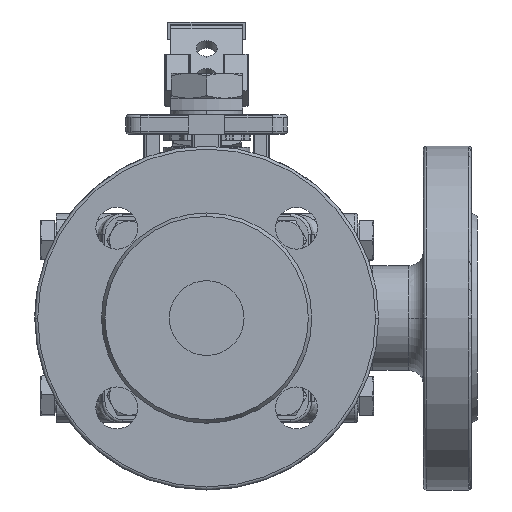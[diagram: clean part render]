
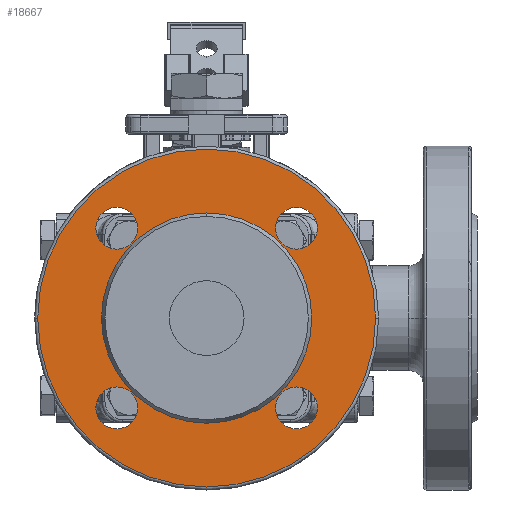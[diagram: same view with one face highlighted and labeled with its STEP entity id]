
A CAD part, left-side view. The second image highlights one B-rep face of the part: STEP entity #18667.
In plain terms, the highlighted planar face has unit normal (-1, 0, 0).
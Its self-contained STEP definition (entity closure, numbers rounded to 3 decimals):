
#17650=CARTESIAN_POINT('',(-88.5,0.,35.155));
#17651=VERTEX_POINT('',#17650);
#17658=CARTESIAN_POINT('',(-88.5,-0.,-35.155));
#17659=VERTEX_POINT('',#17658);
#17660=CARTESIAN_POINT('',(-88.5,0.,0.));
#17661=DIRECTION('',(1.,-0.,-0.));
#17662=DIRECTION('',(0.,0.,1.));
#17663=AXIS2_PLACEMENT_3D('',#17660,#17661,#17662);
#17664=CIRCLE('',#17663,35.155);
#17665=EDGE_CURVE('',#17659,#17651,#17664,.T.);
#17798=CARTESIAN_POINT('',(-88.5,23.052,30.052));
#17799=VERTEX_POINT('',#17798);
#17817=CARTESIAN_POINT('',(-88.5,37.052,30.052));
#17818=VERTEX_POINT('',#17817);
#17825=CARTESIAN_POINT('',(-88.5,30.052,30.052));
#17826=DIRECTION('',(1.,-0.,-0.));
#17827=DIRECTION('',(-0.,-1.,0.));
#17828=AXIS2_PLACEMENT_3D('',#17825,#17826,#17827);
#17829=CIRCLE('',#17828,7.);
#17830=EDGE_CURVE('',#17799,#17818,#17829,.T.);
#17840=CARTESIAN_POINT('',(-88.5,-37.052,30.052));
#17841=VERTEX_POINT('',#17840);
#17859=CARTESIAN_POINT('',(-88.5,-23.052,30.052));
#17860=VERTEX_POINT('',#17859);
#17867=CARTESIAN_POINT('',(-88.5,-30.052,30.052));
#17868=DIRECTION('',(1.,-0.,-0.));
#17869=DIRECTION('',(-0.,-1.,0.));
#17870=AXIS2_PLACEMENT_3D('',#17867,#17868,#17869);
#17871=CIRCLE('',#17870,7.);
#17872=EDGE_CURVE('',#17841,#17860,#17871,.T.);
#17882=CARTESIAN_POINT('',(-88.5,-37.052,-30.052));
#17883=VERTEX_POINT('',#17882);
#17901=CARTESIAN_POINT('',(-88.5,-23.052,-30.052));
#17902=VERTEX_POINT('',#17901);
#17909=CARTESIAN_POINT('',(-88.5,-30.052,-30.052));
#17910=DIRECTION('',(1.,-0.,-0.));
#17911=DIRECTION('',(-0.,-1.,0.));
#17912=AXIS2_PLACEMENT_3D('',#17909,#17910,#17911);
#17913=CIRCLE('',#17912,7.);
#17914=EDGE_CURVE('',#17883,#17902,#17913,.T.);
#17924=CARTESIAN_POINT('',(-88.5,23.052,-30.052));
#17925=VERTEX_POINT('',#17924);
#17943=CARTESIAN_POINT('',(-88.5,37.052,-30.052));
#17944=VERTEX_POINT('',#17943);
#17951=CARTESIAN_POINT('',(-88.5,30.052,-30.052));
#17952=DIRECTION('',(1.,-0.,-0.));
#17953=DIRECTION('',(-0.,-1.,0.));
#17954=AXIS2_PLACEMENT_3D('',#17951,#17952,#17953);
#17955=CIRCLE('',#17954,7.);
#17956=EDGE_CURVE('',#17925,#17944,#17955,.T.);
#18592=CARTESIAN_POINT('',(-88.5,0.,46.327));
#18593=DIRECTION('',(-1.,0.,0.));
#18594=DIRECTION('',(0.,1.,0.));
#18595=AXIS2_PLACEMENT_3D('',#18592,#18593,#18594);
#18596=PLANE('',#18595);
#18597=CARTESIAN_POINT('',(-88.5,-56.5,0.));
#18598=VERTEX_POINT('',#18597);
#18599=CARTESIAN_POINT('',(-88.5,56.5,-0.));
#18600=VERTEX_POINT('',#18599);
#18601=CARTESIAN_POINT('',(-88.5,0.,0.));
#18602=DIRECTION('',(1.,-0.,-0.));
#18603=DIRECTION('',(-0.,1.,-0.));
#18604=AXIS2_PLACEMENT_3D('',#18601,#18602,#18603);
#18605=CIRCLE('',#18604,56.5);
#18606=EDGE_CURVE('',#18598,#18600,#18605,.T.);
#18607=ORIENTED_EDGE('',*,*,#18606,.F.);
#18608=CARTESIAN_POINT('',(-88.5,0.,0.));
#18609=DIRECTION('',(1.,-0.,-0.));
#18610=DIRECTION('',(-0.,1.,-0.));
#18611=AXIS2_PLACEMENT_3D('',#18608,#18609,#18610);
#18612=CIRCLE('',#18611,56.5);
#18613=EDGE_CURVE('',#18600,#18598,#18612,.T.);
#18614=ORIENTED_EDGE('',*,*,#18613,.F.);
#18615=EDGE_LOOP('',(#18607,#18614));
#18616=FACE_BOUND('',#18615,.T.);
#18617=ORIENTED_EDGE('',*,*,#17665,.T.);
#18618=CARTESIAN_POINT('',(-88.5,0.,0.));
#18619=DIRECTION('',(1.,-0.,-0.));
#18620=DIRECTION('',(0.,0.,1.));
#18621=AXIS2_PLACEMENT_3D('',#18618,#18619,#18620);
#18622=CIRCLE('',#18621,35.155);
#18623=EDGE_CURVE('',#17651,#17659,#18622,.T.);
#18624=ORIENTED_EDGE('',*,*,#18623,.T.);
#18625=EDGE_LOOP('',(#18617,#18624));
#18626=FACE_BOUND('',#18625,.T.);
#18627=CARTESIAN_POINT('',(-88.5,30.052,30.052));
#18628=DIRECTION('',(1.,-0.,-0.));
#18629=DIRECTION('',(-0.,-1.,0.));
#18630=AXIS2_PLACEMENT_3D('',#18627,#18628,#18629);
#18631=CIRCLE('',#18630,7.);
#18632=EDGE_CURVE('',#17818,#17799,#18631,.T.);
#18633=ORIENTED_EDGE('',*,*,#18632,.T.);
#18634=ORIENTED_EDGE('',*,*,#17830,.T.);
#18635=EDGE_LOOP('',(#18633,#18634));
#18636=FACE_BOUND('',#18635,.T.);
#18637=CARTESIAN_POINT('',(-88.5,-30.052,30.052));
#18638=DIRECTION('',(1.,-0.,-0.));
#18639=DIRECTION('',(-0.,-1.,0.));
#18640=AXIS2_PLACEMENT_3D('',#18637,#18638,#18639);
#18641=CIRCLE('',#18640,7.);
#18642=EDGE_CURVE('',#17860,#17841,#18641,.T.);
#18643=ORIENTED_EDGE('',*,*,#18642,.T.);
#18644=ORIENTED_EDGE('',*,*,#17872,.T.);
#18645=EDGE_LOOP('',(#18643,#18644));
#18646=FACE_BOUND('',#18645,.T.);
#18647=CARTESIAN_POINT('',(-88.5,-30.052,-30.052));
#18648=DIRECTION('',(1.,-0.,-0.));
#18649=DIRECTION('',(-0.,-1.,0.));
#18650=AXIS2_PLACEMENT_3D('',#18647,#18648,#18649);
#18651=CIRCLE('',#18650,7.);
#18652=EDGE_CURVE('',#17902,#17883,#18651,.T.);
#18653=ORIENTED_EDGE('',*,*,#18652,.T.);
#18654=ORIENTED_EDGE('',*,*,#17914,.T.);
#18655=EDGE_LOOP('',(#18653,#18654));
#18656=FACE_BOUND('',#18655,.T.);
#18657=CARTESIAN_POINT('',(-88.5,30.052,-30.052));
#18658=DIRECTION('',(1.,-0.,-0.));
#18659=DIRECTION('',(-0.,-1.,0.));
#18660=AXIS2_PLACEMENT_3D('',#18657,#18658,#18659);
#18661=CIRCLE('',#18660,7.);
#18662=EDGE_CURVE('',#17944,#17925,#18661,.T.);
#18663=ORIENTED_EDGE('',*,*,#18662,.T.);
#18664=ORIENTED_EDGE('',*,*,#17956,.T.);
#18665=EDGE_LOOP('',(#18663,#18664));
#18666=FACE_BOUND('',#18665,.T.);
#18667=ADVANCED_FACE('',(#18616,#18626,#18636,#18646,#18656,#18666),#18596,.T.);
